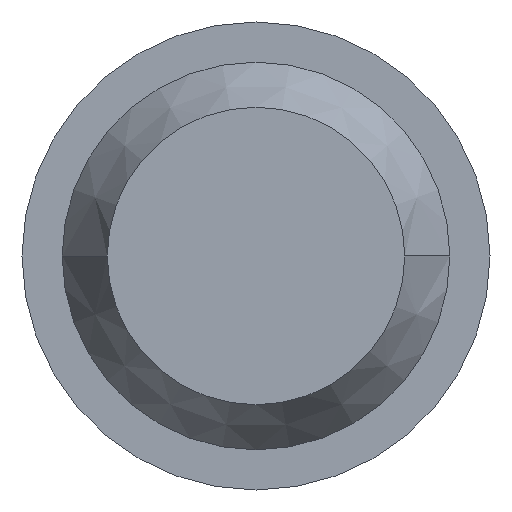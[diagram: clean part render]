
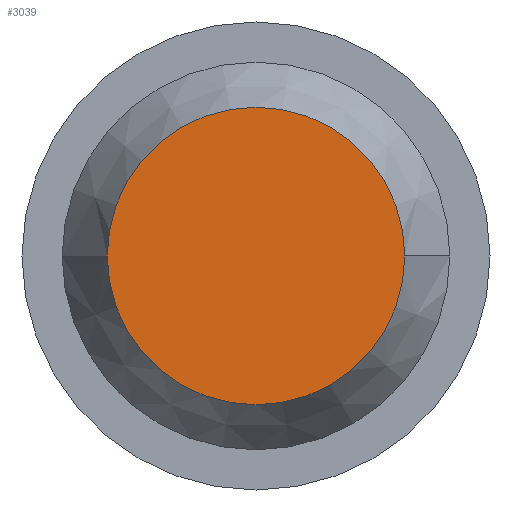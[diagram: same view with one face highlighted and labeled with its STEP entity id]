
A CAD part, front view. The second image highlights one B-rep face of the part: STEP entity #3039.
In plain terms, the highlighted planar face has unit normal (0, -1, 0).
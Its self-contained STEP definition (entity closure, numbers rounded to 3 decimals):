
#40 = CARTESIAN_POINT ( 'NONE',  ( -1.908, -10., 0. ) ) ;
#386 = DIRECTION ( 'NONE',  ( 0., 1., 0. ) ) ;
#591 = CARTESIAN_POINT ( 'NONE',  ( 1.908, -10., 0. ) ) ;
#606 = EDGE_CURVE ( 'Defeature ausgef�hrt1_4+Defeature ausgef�hrt1_5+Defeature ausgef�hrt1_5+Defeature ausgef�hrt1_5', #758, #687, #1235, .T. ) ;
#623 = AXIS2_PLACEMENT_3D ( 'NONE', #2734, #2142, #1023 ) ;
#677 = ORIENTED_EDGE ( 'NONE', *, *, #3162, .F. ) ;
#687 = VERTEX_POINT ( 'NONE', #40 ) ;
#758 = VERTEX_POINT ( 'NONE', #591 ) ;
#1023 = DIRECTION ( 'NONE',  ( -1., 0., 0. ) ) ;
#1034 = AXIS2_PLACEMENT_3D ( 'NONE', #1535, #3523, #1716 ) ;
#1235 = CIRCLE ( 'NONE', #623, 1.908 ) ;
#1239 = AXIS2_PLACEMENT_3D ( 'NONE', #3022, #386, #2671 ) ;
#1535 = CARTESIAN_POINT ( 'NONE',  ( -1.908, -10., 0. ) ) ;
#1716 = DIRECTION ( 'NONE',  ( 1., 0., 0. ) ) ;
#1811 = ORIENTED_EDGE ( 'NONE', *, *, #606, .F. ) ;
#2074 = FACE_OUTER_BOUND ( 'NONE', #2394, .T. ) ;
#2142 = DIRECTION ( 'NONE',  ( 0., 1., 0. ) ) ;
#2394 = EDGE_LOOP ( 'NONE', ( #677, #1811 ) ) ;
#2671 = DIRECTION ( 'NONE',  ( -1., 0., 0. ) ) ;
#2734 = CARTESIAN_POINT ( 'NONE',  ( 0., -10., 0. ) ) ;
#3022 = CARTESIAN_POINT ( 'NONE',  ( 0., -10., 0. ) ) ;
#3039 = ADVANCED_FACE ( 'Defeature ausgef�hrt1_5', ( #2074 ), #3227, .T. ) ;
#3162 = EDGE_CURVE ( 'Defeature ausgef�hrt1_4+Defeature ausgef�hrt1_5+Defeature ausgef�hrt1_5+Defeature ausgef�hrt1_5', #687, #758, #3321, .T. ) ;
#3227 = PLANE ( 'NONE',  #1034 ) ;
#3321 = CIRCLE ( 'NONE', #1239, 1.908 ) ;
#3523 = DIRECTION ( 'NONE',  ( 0., -1., 0. ) ) ;
